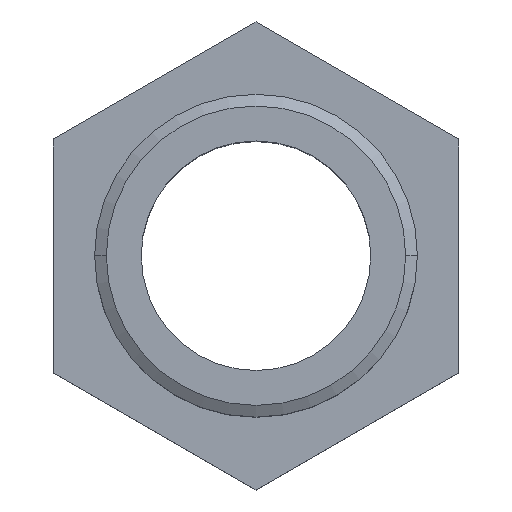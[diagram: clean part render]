
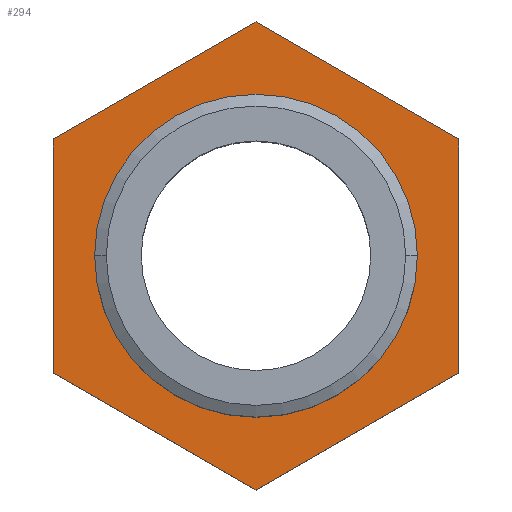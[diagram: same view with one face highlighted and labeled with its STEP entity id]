
A CAD part, top view. The second image highlights one B-rep face of the part: STEP entity #294.
In plain terms, the highlighted planar face has unit normal (0, 0, 1).
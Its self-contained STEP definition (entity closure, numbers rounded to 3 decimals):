
#35 = DIRECTION ( 'NONE',  ( 0., -1., 0. ) ) ;
#74 = CARTESIAN_POINT ( 'NONE',  ( 23.9, 0., -19. ) ) ;
#85 = CARTESIAN_POINT ( 'NONE',  ( 4.651, 31.956, -19. ) ) ;
#104 = VECTOR ( 'NONE', #800, 1000. ) ;
#111 = LINE ( 'NONE', #461, #104 ) ;
#128 = CARTESIAN_POINT ( 'NONE',  ( 25.349, -20.006, -19. ) ) ;
#131 = CARTESIAN_POINT ( 'NONE',  ( 0., 0., -19. ) ) ;
#167 = ORIENTED_EDGE ( 'NONE', *, *, #740, .F. ) ;
#183 = EDGE_CURVE ( 'NONE', #946, #891, #466, .T. ) ;
#209 = VERTEX_POINT ( 'NONE', #814 ) ;
#218 = CARTESIAN_POINT ( 'NONE',  ( 0., -34.641, -19. ) ) ;
#221 = CARTESIAN_POINT ( 'NONE',  ( 30., -17.321, -19. ) ) ;
#228 = DIRECTION ( 'NONE',  ( -1., 0., 0. ) ) ;
#247 = DIRECTION ( 'NONE',  ( -0.866, 0.5, 0. ) ) ;
#270 = VERTEX_POINT ( 'NONE', #218 ) ;
#277 = EDGE_CURVE ( 'NONE', #209, #607, #634, .T. ) ;
#294 = ADVANCED_FACE ( 'NONE', ( #745, #1089 ), #312, .F. ) ;
#307 = CARTESIAN_POINT ( 'NONE',  ( 0., 0., -19. ) ) ;
#308 = ORIENTED_EDGE ( 'NONE', *, *, #277, .F. ) ;
#312 = PLANE ( 'NONE',  #602 ) ;
#313 = VERTEX_POINT ( 'NONE', #317 ) ;
#317 = CARTESIAN_POINT ( 'NONE',  ( -30., 17.321, -19. ) ) ;
#369 = EDGE_CURVE ( 'NONE', #270, #564, #682, .T. ) ;
#393 = AXIS2_PLACEMENT_3D ( 'NONE', #131, #478, #820 ) ;
#401 = VECTOR ( 'NONE', #1086, 1000. ) ;
#403 = LINE ( 'NONE', #741, #401 ) ;
#408 = EDGE_CURVE ( 'NONE', #1062, #946, #862, .T. ) ;
#436 = DIRECTION ( 'NONE',  ( 0.866, -0.5, 0. ) ) ;
#441 = VECTOR ( 'NONE', #436, 1000. ) ;
#446 = ORIENTED_EDGE ( 'NONE', *, *, #183, .F. ) ;
#447 = CIRCLE ( 'NONE', #393, 23.9 ) ;
#459 = EDGE_CURVE ( 'NONE', #564, #313, #403, .T. ) ;
#461 = CARTESIAN_POINT ( 'NONE',  ( -4.651, 31.956, -19. ) ) ;
#466 = LINE ( 'NONE', #807, #778 ) ;
#474 = DIRECTION ( 'NONE',  ( -0.866, -0.5, 0. ) ) ;
#478 = DIRECTION ( 'NONE',  ( 0., 0., 1. ) ) ;
#488 = VECTOR ( 'NONE', #247, 1000. ) ;
#495 = CARTESIAN_POINT ( 'NONE',  ( 30., 17.321, -19. ) ) ;
#564 = VERTEX_POINT ( 'NONE', #758 ) ;
#602 = AXIS2_PLACEMENT_3D ( 'NONE', #663, #1009, #228 ) ;
#607 = VERTEX_POINT ( 'NONE', #74 ) ;
#621 = AXIS2_PLACEMENT_3D ( 'NONE', #307, #659, #1003 ) ;
#634 = CIRCLE ( 'NONE', #621, 23.9 ) ;
#659 = DIRECTION ( 'NONE',  ( 0., 0., 1. ) ) ;
#663 = CARTESIAN_POINT ( 'NONE',  ( 0., 23.9, -19. ) ) ;
#682 = LINE ( 'NONE', #1027, #488 ) ;
#689 = EDGE_LOOP ( 'NONE', ( #770, #446, #907, #167, #1043, #1073 ) ) ;
#730 = VECTOR ( 'NONE', #474, 1000. ) ;
#740 = EDGE_CURVE ( 'NONE', #313, #1062, #111, .T. ) ;
#741 = CARTESIAN_POINT ( 'NONE',  ( -30., 23.9, -19. ) ) ;
#745 = FACE_BOUND ( 'NONE', #936, .T. ) ;
#758 = CARTESIAN_POINT ( 'NONE',  ( -30., -17.321, -19. ) ) ;
#770 = ORIENTED_EDGE ( 'NONE', *, *, #816, .F. ) ;
#778 = VECTOR ( 'NONE', #35, 1000. ) ;
#800 = DIRECTION ( 'NONE',  ( 0.866, 0.5, 0. ) ) ;
#807 = CARTESIAN_POINT ( 'NONE',  ( 30., 23.9, -19. ) ) ;
#814 = CARTESIAN_POINT ( 'NONE',  ( -23.9, 0., -19. ) ) ;
#816 = EDGE_CURVE ( 'NONE', #891, #270, #905, .T. ) ;
#820 = DIRECTION ( 'NONE',  ( 1., 0., 0. ) ) ;
#862 = LINE ( 'NONE', #85, #441 ) ;
#866 = EDGE_CURVE ( 'NONE', #607, #209, #447, .T. ) ;
#891 = VERTEX_POINT ( 'NONE', #221 ) ;
#905 = LINE ( 'NONE', #128, #730 ) ;
#907 = ORIENTED_EDGE ( 'NONE', *, *, #408, .F. ) ;
#936 = EDGE_LOOP ( 'NONE', ( #1058, #308 ) ) ;
#946 = VERTEX_POINT ( 'NONE', #495 ) ;
#1003 = DIRECTION ( 'NONE',  ( 1., 0., 0. ) ) ;
#1009 = DIRECTION ( 'NONE',  ( 0., 0., -1. ) ) ;
#1027 = CARTESIAN_POINT ( 'NONE',  ( -25.349, -20.006, -19. ) ) ;
#1041 = CARTESIAN_POINT ( 'NONE',  ( 0., 34.641, -19. ) ) ;
#1043 = ORIENTED_EDGE ( 'NONE', *, *, #459, .F. ) ;
#1058 = ORIENTED_EDGE ( 'NONE', *, *, #866, .F. ) ;
#1062 = VERTEX_POINT ( 'NONE', #1041 ) ;
#1073 = ORIENTED_EDGE ( 'NONE', *, *, #369, .F. ) ;
#1086 = DIRECTION ( 'NONE',  ( 0., 1., 0. ) ) ;
#1089 = FACE_OUTER_BOUND ( 'NONE', #689, .T. ) ;
